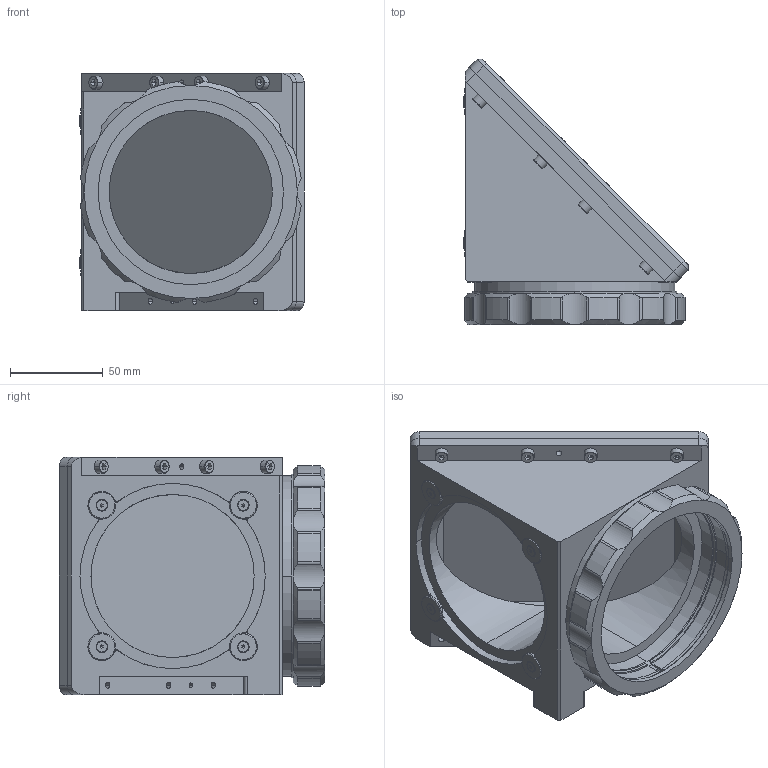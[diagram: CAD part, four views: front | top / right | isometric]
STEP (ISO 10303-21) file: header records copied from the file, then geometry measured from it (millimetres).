
FILE_DESCRIPTION (( 'STEP AP203' ), '1' );
FILE_NAME ('DP22429 -A_CMMR064.step', '2021-11-29T14:07:46', ( '' ), ( '' ), 'SwSTEP 2.0', 'SolidWorks 2021', '' );
FILE_SCHEMA (( 'CONFIG_CONTROL_DESIGN' ));
Length unit declared in the file: millimetre
Products named in the file (1): DP22429 -A_CMMR064
Bounding box: 120.98 x 143.25 x 128 mm (x, y, z)
Surface area: 124279.4 mm2 (no closed solid volume)
Topology: 0 solids, 39 shells, 406 faces, 1147 edges, 760 vertices
Faces by surface type: cylinder 178, plane 138, cone 74, torus 16
Entity records: 13742 total; most frequent: CARTESIAN_POINT 3283, DIRECTION 2245, ORIENTED_EDGE 1963, EDGE_CURVE 1123, AXIS2_PLACEMENT_3D 842, VERTEX_POINT 760, VECTOR 561, LINE 561
